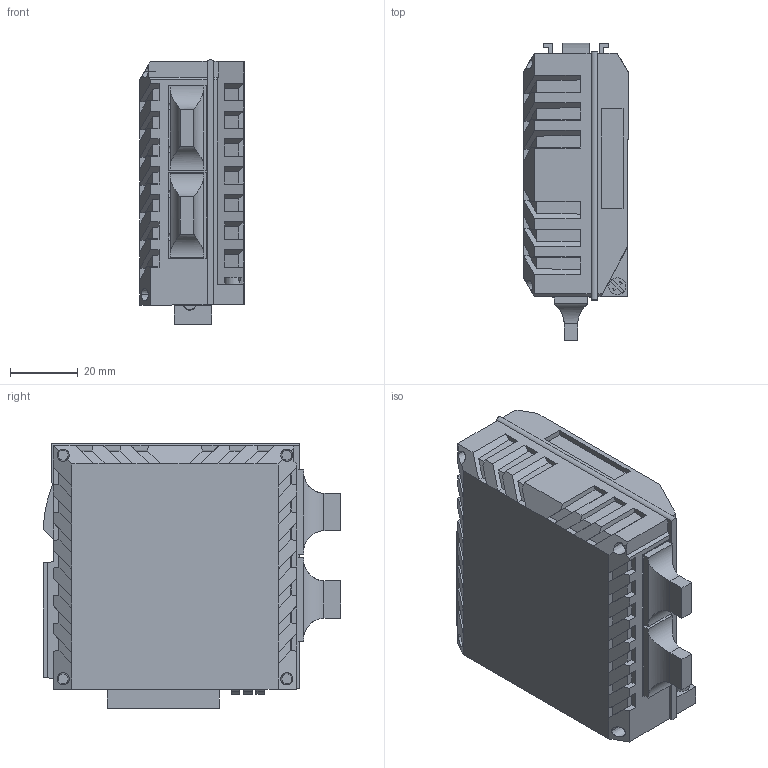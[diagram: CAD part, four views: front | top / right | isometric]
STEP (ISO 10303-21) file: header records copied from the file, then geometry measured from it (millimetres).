
FILE_DESCRIPTION(('Creo Elements/Direct Modeling STEP Export'),'2;1');
FILE_NAME('model.stp','2019-07-06T 3:42:48',(''),(''),'Creo Elements/Direct Modeling STEP processor for AP214 (Solid Model)','Creo Elements/Direct Modeling 20.1A 29-Sep-2018 (C) Parametric Technology GmbH','');
FILE_SCHEMA(('AUTOMOTIVE_DESIGN { 1 0 10303 214 1 1 1 1 }'));
Length unit declared in the file: millimetre
Products named in the file (3): FL_IF_GEH_2FX_SC_D-select; Abdeckkappe-select.1; FL_IF_2FX_SM_SC_D-select
Assembly tree (3 placements, depth 2):
  FL_IF_2FX_SM_SC_D-select
    Abdeckkappe-select.1  x2
    FL_IF_GEH_2FX_SC_D-select
Bounding box: 30.9 x 88.1 x 78.3 mm (x, y, z)
Volume: 152413.3 mm3; surface area: 27421.6 mm2
Topology: 3 solids, 3 shells, 726 faces, 1911 edges, 1240 vertices
Faces by surface type: plane 682, cylinder 32, cone 12
Entity records: 25830 total; most frequent: CARTESIAN_POINT 3905, ORIENTED_EDGE 3662, DIRECTION 2883, EDGE_CURVE 1831, VECTOR 1655, LINE 1655, VERTEX_POINT 1188, EDGE_LOOP 747
